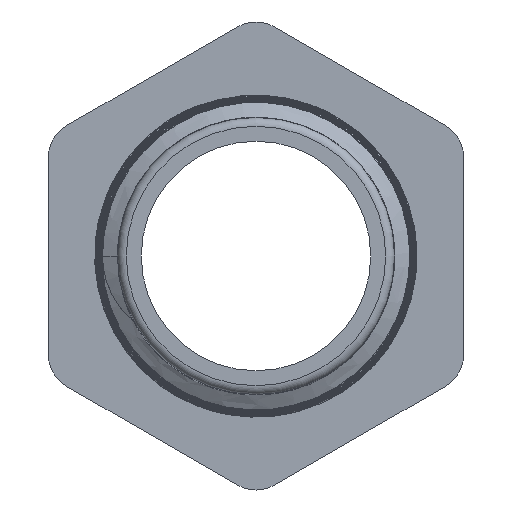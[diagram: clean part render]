
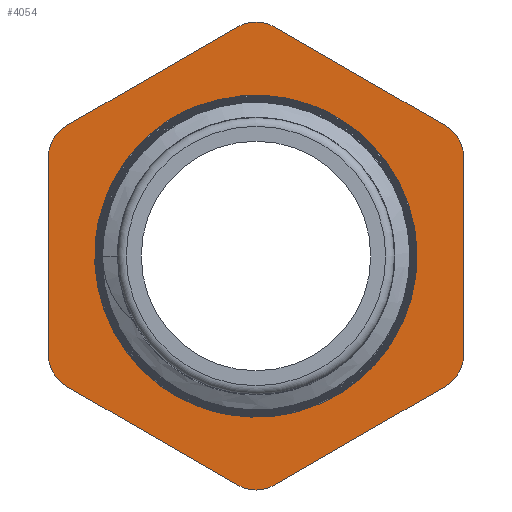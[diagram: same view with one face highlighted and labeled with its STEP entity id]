
A CAD part, left-side view. The second image highlights one B-rep face of the part: STEP entity #4054.
In plain terms, the highlighted planar face has unit normal (-1, 0, 0).
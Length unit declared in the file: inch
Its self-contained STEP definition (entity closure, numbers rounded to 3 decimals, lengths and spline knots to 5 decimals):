
#246=B_SPLINE_CURVE_WITH_KNOTS('',3,(#9437,#9438,#9439,#9440,#9441,#9442,
#9443,#9444,#9445,#9446,#9447,#9448,#9449,#9450,#9451,#9452,#9453,#9454,
#9455),.UNSPECIFIED.,.F.,.F.,(4,3,3,3,3,3,4),(0.,0.13806,0.82216,
1.49441,2.15446,2.80282,3.43875),
 .UNSPECIFIED.);
#248=B_SPLINE_CURVE_WITH_KNOTS('',3,(#10243,#10244,#10245,#10246,#10247,
#10248,#10249),.UNSPECIFIED.,.F.,.F.,(4,3,4),(0.,0.04239,0.73646),
 .UNSPECIFIED.);
#250=B_SPLINE_CURVE_WITH_KNOTS('',3,(#11034,#11035,#11036,#11037,#11038,
#11039,#11040,#11041,#11042,#11043,#11044,#11045,#11046,#11047,#11048,#11049,
#11050,#11051,#11052),.UNSPECIFIED.,.F.,.F.,(4,3,3,3,3,3,4),(0.,0.00413,
0.6386,1.28557,1.94465,2.61549,3.29775),
 .UNSPECIFIED.);
#288=LINE('',#6128,#664);
#292=LINE('',#6137,#668);
#349=LINE('',#6408,#725);
#637=LINE('',#7925,#1013);
#641=LINE('',#7940,#1017);
#643=LINE('',#7946,#1019);
#664=VECTOR('',#4390,0.6703);
#668=VECTOR('',#4400,0.6703);
#725=VECTOR('',#4463,0.6703);
#1013=VECTOR('',#4961,0.6703);
#1017=VECTOR('',#4983,0.6703);
#1019=VECTOR('',#4991,0.6703);
#1143=PLANE('',#4254);
#1171=FACE_BOUND('',#1647,.T.);
#1395=FACE_OUTER_BOUND('',#1646,.T.);
#1646=EDGE_LOOP('',(#3802,#3803,#3804,#3805,#3806,#3807,#3808,#3809,#3810,
#3811,#3812,#3813));
#1647=EDGE_LOOP('',(#3814,#3815,#3816,#3817));
#1661=CIRCLE('',#4075,0.4989);
#1685=CIRCLE('',#4117,0.125);
#1686=CIRCLE('',#4120,0.125);
#1687=CIRCLE('',#4123,0.125);
#1688=CIRCLE('',#4231,0.125);
#1689=CIRCLE('',#4234,0.125);
#1690=CIRCLE('',#4237,0.125);
#1714=VERTEX_POINT('',#5078);
#1719=VERTEX_POINT('',#5584);
#1741=VERTEX_POINT('',#6125);
#1742=VERTEX_POINT('',#6127);
#1743=VERTEX_POINT('',#6131);
#1744=VERTEX_POINT('',#6135);
#1830=VERTEX_POINT('',#6402);
#1831=VERTEX_POINT('',#6406);
#1832=VERTEX_POINT('',#6410);
#2066=VERTEX_POINT('',#7922);
#2067=VERTEX_POINT('',#7924);
#2068=VERTEX_POINT('',#7931);
#2069=VERTEX_POINT('',#7936);
#2070=VERTEX_POINT('',#7942);
#2077=VERTEX_POINT('',#9436);
#2078=VERTEX_POINT('',#10242);
#2102=EDGE_CURVE('',#1714,#1719,#1661,.T.);
#2138=EDGE_CURVE('',#1742,#1741,#288,.T.);
#2141=EDGE_CURVE('',#1743,#1741,#1685,.T.);
#2143=EDGE_CURVE('',#1743,#1744,#292,.T.);
#2230=EDGE_CURVE('',#1830,#1744,#1686,.T.);
#2232=EDGE_CURVE('',#1830,#1831,#349,.T.);
#2234=EDGE_CURVE('',#1832,#1831,#1687,.T.);
#2628=EDGE_CURVE('',#2067,#2066,#637,.T.);
#2630=EDGE_CURVE('',#1742,#2068,#1688,.T.);
#2633=EDGE_CURVE('',#2069,#2066,#1689,.T.);
#2634=EDGE_CURVE('',#2069,#2068,#641,.T.);
#2635=EDGE_CURVE('',#2067,#2070,#1690,.T.);
#2637=EDGE_CURVE('',#1832,#2070,#643,.T.);
#2655=EDGE_CURVE('',#2077,#1714,#246,.T.);
#2657=EDGE_CURVE('',#2078,#2077,#248,.T.);
#2659=EDGE_CURVE('',#1719,#2078,#250,.T.);
#3802=ORIENTED_EDGE('',*,*,#2630,.F.);
#3803=ORIENTED_EDGE('',*,*,#2138,.T.);
#3804=ORIENTED_EDGE('',*,*,#2141,.F.);
#3805=ORIENTED_EDGE('',*,*,#2143,.T.);
#3806=ORIENTED_EDGE('',*,*,#2230,.F.);
#3807=ORIENTED_EDGE('',*,*,#2232,.T.);
#3808=ORIENTED_EDGE('',*,*,#2234,.F.);
#3809=ORIENTED_EDGE('',*,*,#2637,.T.);
#3810=ORIENTED_EDGE('',*,*,#2635,.F.);
#3811=ORIENTED_EDGE('',*,*,#2628,.T.);
#3812=ORIENTED_EDGE('',*,*,#2633,.F.);
#3813=ORIENTED_EDGE('',*,*,#2634,.T.);
#3814=ORIENTED_EDGE('',*,*,#2655,.T.);
#3815=ORIENTED_EDGE('',*,*,#2102,.T.);
#3816=ORIENTED_EDGE('',*,*,#2659,.T.);
#3817=ORIENTED_EDGE('',*,*,#2657,.T.);
#4054=ADVANCED_FACE('',(#1395,#1171),#1143,.T.);
#4075=AXIS2_PLACEMENT_3D('',#5737,#4300,#4301);
#4117=AXIS2_PLACEMENT_3D('',#6133,#4395,#4396);
#4120=AXIS2_PLACEMENT_3D('',#6404,#4458,#4459);
#4123=AXIS2_PLACEMENT_3D('',#6412,#4467,#4468);
#4231=AXIS2_PLACEMENT_3D('',#7932,#4971,#4972);
#4234=AXIS2_PLACEMENT_3D('',#7938,#4979,#4980);
#4237=AXIS2_PLACEMENT_3D('',#7943,#4986,#4987);
#4254=AXIS2_PLACEMENT_3D('',#11054,#5028,#5029);
#4300=DIRECTION('center_axis',(1.,0.,0.));
#4301=DIRECTION('ref_axis',(0.,0.,-1.));
#4390=DIRECTION('',(0.,-0.866,0.5));
#4395=DIRECTION('center_axis',(1.,0.,0.));
#4396=DIRECTION('ref_axis',(0.,-0.866,-0.5));
#4400=DIRECTION('',(0.,0.,1.));
#4458=DIRECTION('center_axis',(1.,0.,0.));
#4459=DIRECTION('ref_axis',(0.,-0.866,0.5));
#4463=DIRECTION('',(0.,0.866,0.5));
#4467=DIRECTION('center_axis',(1.,0.,0.));
#4468=DIRECTION('ref_axis',(0.,0.,1.));
#4961=DIRECTION('',(0.,0.,-1.));
#4971=DIRECTION('center_axis',(1.,0.,0.));
#4972=DIRECTION('ref_axis',(0.,0.,-1.));
#4979=DIRECTION('center_axis',(1.,0.,0.));
#4980=DIRECTION('ref_axis',(0.,0.866,-0.5));
#4983=DIRECTION('',(0.,-0.866,-0.5));
#4986=DIRECTION('center_axis',(1.,0.,0.));
#4987=DIRECTION('ref_axis',(0.,0.866,0.5));
#4991=DIRECTION('',(0.,0.866,-0.5));
#5028=DIRECTION('center_axis',(-1.,0.,0.));
#5029=DIRECTION('ref_axis',(0.,0.,1.));
#5078=CARTESIAN_POINT('',(0.,-0.40362,-0.29325));
#5584=CARTESIAN_POINT('',(0.,-0.11521,-0.48542));
#5737=CARTESIAN_POINT('Origin',(0.,0.,0.));
#6125=CARTESIAN_POINT('',(0.,-0.643,-0.44341));
#6127=CARTESIAN_POINT('',(0.,-0.0625,-0.77856));
#6128=CARTESIAN_POINT('',(0.,0.,-0.81464));
#6131=CARTESIAN_POINT('',(0.,-0.7055,-0.33515));
#6133=CARTESIAN_POINT('Origin',(0.,-0.5805,-0.33515));
#6135=CARTESIAN_POINT('',(0.,-0.7055,0.33515));
#6137=CARTESIAN_POINT('',(0.,-0.7055,-0.40732));
#6402=CARTESIAN_POINT('',(0.,-0.643,0.44341));
#6404=CARTESIAN_POINT('Origin',(0.,-0.5805,
0.33515));
#6406=CARTESIAN_POINT('',(0.,-0.0625,0.77856));
#6408=CARTESIAN_POINT('',(0.,-0.7055,0.40732));
#6410=CARTESIAN_POINT('',(0.,0.0625,0.77856));
#6412=CARTESIAN_POINT('Origin',(0.,0.,
0.6703));
#7922=CARTESIAN_POINT('',(0.,0.7055,-0.33515));
#7924=CARTESIAN_POINT('',(0.,0.7055,0.33515));
#7925=CARTESIAN_POINT('',(0.,0.7055,0.40732));
#7931=CARTESIAN_POINT('',(0.,0.0625,-0.77856));
#7932=CARTESIAN_POINT('Origin',(0.,0.,-0.6703));
#7936=CARTESIAN_POINT('',(0.,0.643,-0.44341));
#7938=CARTESIAN_POINT('Origin',(0.,0.5805,-0.33515));
#7940=CARTESIAN_POINT('',(0.,0.7055,-0.40732));
#7942=CARTESIAN_POINT('',(0.,0.643,0.44341));
#7943=CARTESIAN_POINT('Origin',(0.,0.5805,0.33515));
#7946=CARTESIAN_POINT('',(0.,0.,0.81464));
#9436=CARTESIAN_POINT('',(0.,0.20038,0.51076));
#9437=CARTESIAN_POINT('Ctrl Pts',(0.,0.20037,
0.51077));
#9438=CARTESIAN_POINT('Ctrl Pts',(0.,0.18329,
0.5168));
#9439=CARTESIAN_POINT('Ctrl Pts',(0.,0.16595,
0.52198));
#9440=CARTESIAN_POINT('Ctrl Pts',(0.,0.14842,
0.52626));
#9441=CARTESIAN_POINT('Ctrl Pts',(0.,0.06155,
0.54747));
#9442=CARTESIAN_POINT('Ctrl Pts',(0.,-0.03081,
0.54688));
#9443=CARTESIAN_POINT('Ctrl Pts',(0.,-0.11719,
0.52428));
#9444=CARTESIAN_POINT('Ctrl Pts',(0.,-0.20207,
0.50207));
#9445=CARTESIAN_POINT('Ctrl Pts',(0.,-0.28162,
0.45849));
#9446=CARTESIAN_POINT('Ctrl Pts',(0.,-0.34582,
0.39852));
#9447=CARTESIAN_POINT('Ctrl Pts',(0.,-0.40886,
0.33964));
#9448=CARTESIAN_POINT('Ctrl Pts',(0.,-0.45713,
0.26502));
#9449=CARTESIAN_POINT('Ctrl Pts',(0.,-0.48463,
0.18313));
#9450=CARTESIAN_POINT('Ctrl Pts',(0.,-0.51165,
0.10269));
#9451=CARTESIAN_POINT('Ctrl Pts',(0.,-0.51845,
0.01572));
#9452=CARTESIAN_POINT('Ctrl Pts',(0.,-0.50399,
-0.0677));
#9453=CARTESIAN_POINT('Ctrl Pts',(0.,-0.48981,
-0.14952));
#9454=CARTESIAN_POINT('Ctrl Pts',(0.,-0.45516,
-0.2278));
#9455=CARTESIAN_POINT('Ctrl Pts',(0.,-0.40362,
-0.29325));
#10242=CARTESIAN_POINT('',(0.,0.43019,0.34022));
#10243=CARTESIAN_POINT('Ctrl Pts',(0.,0.43022,
0.34026));
#10244=CARTESIAN_POINT('Ctrl Pts',(0.,0.42678,
0.34463));
#10245=CARTESIAN_POINT('Ctrl Pts',(0.,0.42327,
0.34894));
#10246=CARTESIAN_POINT('Ctrl Pts',(0.,0.41969,
0.35319));
#10247=CARTESIAN_POINT('Ctrl Pts',(0.,0.36116,
0.42283));
#10248=CARTESIAN_POINT('Ctrl Pts',(0.,0.28515,
0.47744));
#10249=CARTESIAN_POINT('Ctrl Pts',(0.,0.20038,
0.51076));
#11034=CARTESIAN_POINT('Ctrl Pts',(0.,-0.11522,
-0.48546));
#11035=CARTESIAN_POINT('Ctrl Pts',(0.,-0.1147,
-0.4856));
#11036=CARTESIAN_POINT('Ctrl Pts',(0.,-0.11418,
-0.48575));
#11037=CARTESIAN_POINT('Ctrl Pts',(0.,-0.11366,
-0.48589));
#11038=CARTESIAN_POINT('Ctrl Pts',(0.,-0.03344,
-0.50809));
#11039=CARTESIAN_POINT('Ctrl Pts',(0.,0.052,
-0.50975));
#11040=CARTESIAN_POINT('Ctrl Pts',(0.,0.13288,
-0.49126));
#11041=CARTESIAN_POINT('Ctrl Pts',(0.,0.21534,
-0.4724));
#11042=CARTESIAN_POINT('Ctrl Pts',(0.,0.29311,
-0.43244));
#11043=CARTESIAN_POINT('Ctrl Pts',(0.,0.35671,
-0.37673));
#11044=CARTESIAN_POINT('Ctrl Pts',(0.,0.42149,
-0.31997));
#11045=CARTESIAN_POINT('Ctrl Pts',(0.,0.47194,
-0.24659));
#11046=CARTESIAN_POINT('Ctrl Pts',(0.,0.50208,
-0.16569));
#11047=CARTESIAN_POINT('Ctrl Pts',(0.,0.53276,
-0.08334));
#11048=CARTESIAN_POINT('Ctrl Pts',(0.,0.54249,
0.00667));
#11049=CARTESIAN_POINT('Ctrl Pts',(0.,0.53037,
0.09389));
#11050=CARTESIAN_POINT('Ctrl Pts',(0.,0.51804,
0.18259));
#11051=CARTESIAN_POINT('Ctrl Pts',(0.,0.48323,
0.26788));
#11052=CARTESIAN_POINT('Ctrl Pts',(0.,0.43019,
0.34022));
#11054=CARTESIAN_POINT('Origin',(0.,0.7055,0.));
